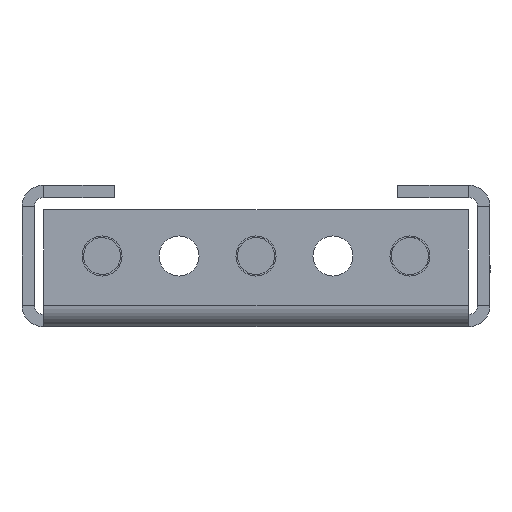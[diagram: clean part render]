
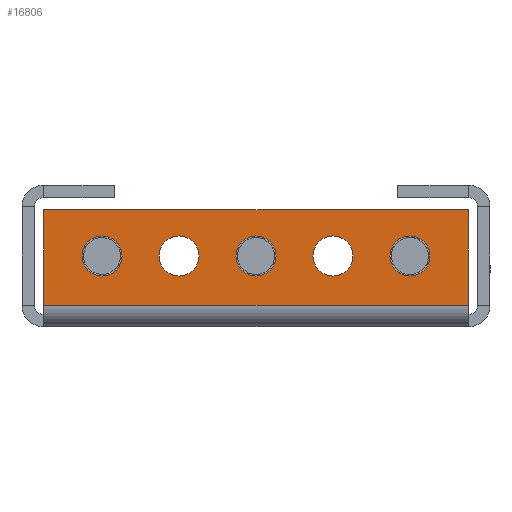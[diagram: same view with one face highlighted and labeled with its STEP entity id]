
A CAD part, left-side view. The second image highlights one B-rep face of the part: STEP entity #16806.
In plain terms, the highlighted planar face has unit normal (-1, 0, 0).
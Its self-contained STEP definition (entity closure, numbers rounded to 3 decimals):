
#264 = CARTESIAN_POINT ( 'NONE',  ( -161.5, 22., 6.25 ) ) ;
#298 = CARTESIAN_POINT ( 'NONE',  ( -161.5, 59.5, 12.75 ) ) ;
#365 = CARTESIAN_POINT ( 'NONE',  ( -161.5, 34.5, 6.25 ) ) ;
#616 = CARTESIAN_POINT ( 'NONE',  ( -161.5, 34.5, 9.5 ) ) ;
#621 = EDGE_CURVE ( 'NONE', #4611, #5420, #4964, .T. ) ;
#761 = FACE_BOUND ( 'NONE', #11741, .T. ) ;
#1114 = VERTEX_POINT ( 'NONE', #12890 ) ;
#1236 = EDGE_CURVE ( 'NONE', #1114, #14589, #11257, .T. ) ;
#1281 = ORIENTED_EDGE ( 'NONE', *, *, #15105, .F. ) ;
#1637 = AXIS2_PLACEMENT_3D ( 'NONE', #616, #3354, #6944 ) ;
#1876 = EDGE_CURVE ( 'NONE', #13136, #11175, #12092, .T. ) ;
#1890 = CARTESIAN_POINT ( 'NONE',  ( -161.5, 47., 9.5 ) ) ;
#2049 = PLANE ( 'NONE',  #8943 ) ;
#2130 = DIRECTION ( 'NONE',  ( 0., 0., -1. ) ) ;
#2277 = LINE ( 'NONE', #10131, #10126 ) ;
#2299 = FACE_BOUND ( 'NONE', #4038, .T. ) ;
#2341 = CARTESIAN_POINT ( 'NONE',  ( -161.5, 0., 1.5 ) ) ;
#2711 = DIRECTION ( 'NONE',  ( 0., 0., 1. ) ) ;
#2858 = VERTEX_POINT ( 'NONE', #264 ) ;
#3165 = CARTESIAN_POINT ( 'NONE',  ( -161.5, 59.5, 6.25 ) ) ;
#3354 = DIRECTION ( 'NONE',  ( -1., 0., 0. ) ) ;
#3356 = AXIS2_PLACEMENT_3D ( 'NONE', #9022, #4058, #14566 ) ;
#3385 = DIRECTION ( 'NONE',  ( -1., 0., 0. ) ) ;
#3523 = ORIENTED_EDGE ( 'NONE', *, *, #3769, .F. ) ;
#3665 = FACE_BOUND ( 'NONE', #12755, .T. ) ;
#3769 = EDGE_CURVE ( 'NONE', #9399, #5741, #13275, .T. ) ;
#3997 = DIRECTION ( 'NONE',  ( -1., 0., 0. ) ) ;
#4038 = EDGE_LOOP ( 'NONE', ( #6310, #11413 ) ) ;
#4058 = DIRECTION ( 'NONE',  ( -1., 0., 0. ) ) ;
#4079 = EDGE_LOOP ( 'NONE', ( #15191, #1281 ) ) ;
#4313 = ORIENTED_EDGE ( 'NONE', *, *, #6485, .F. ) ;
#4337 = CARTESIAN_POINT ( 'NONE',  ( -161.5, 69., 17. ) ) ;
#4341 = AXIS2_PLACEMENT_3D ( 'NONE', #5343, #10794, #9119 ) ;
#4471 = AXIS2_PLACEMENT_3D ( 'NONE', #7231, #3385, #15248 ) ;
#4611 = VERTEX_POINT ( 'NONE', #4337 ) ;
#4896 = EDGE_CURVE ( 'NONE', #15111, #10848, #13257, .T. ) ;
#4964 = LINE ( 'NONE', #6419, #15620 ) ;
#5051 = CARTESIAN_POINT ( 'NONE',  ( -161.5, 69., 0. ) ) ;
#5106 = ORIENTED_EDGE ( 'NONE', *, *, #9261, .T. ) ;
#5343 = CARTESIAN_POINT ( 'NONE',  ( -161.5, 9.5, 9.5 ) ) ;
#5420 = VERTEX_POINT ( 'NONE', #9188 ) ;
#5458 = CARTESIAN_POINT ( 'NONE',  ( -161.5, 22., 12.75 ) ) ;
#5548 = CARTESIAN_POINT ( 'NONE',  ( -161.5, 59.5, 9.5 ) ) ;
#5630 = AXIS2_PLACEMENT_3D ( 'NONE', #6302, #3997, #15523 ) ;
#5708 = DIRECTION ( 'NONE',  ( -1., 0., 0. ) ) ;
#5741 = VERTEX_POINT ( 'NONE', #7468 ) ;
#5934 = EDGE_LOOP ( 'NONE', ( #7519, #11599, #15649, #5106 ) ) ;
#5990 = CIRCLE ( 'NONE', #1637, 3.25 ) ;
#6302 = CARTESIAN_POINT ( 'NONE',  ( -161.5, 59.5, 9.5 ) ) ;
#6310 = ORIENTED_EDGE ( 'NONE', *, *, #8866, .F. ) ;
#6419 = CARTESIAN_POINT ( 'NONE',  ( -161.5, 69., 17. ) ) ;
#6485 = EDGE_CURVE ( 'NONE', #6985, #2858, #15628, .T. ) ;
#6514 = AXIS2_PLACEMENT_3D ( 'NONE', #1890, #12126, #16152 ) ;
#6542 = CARTESIAN_POINT ( 'NONE',  ( -161.5, 47., 6.25 ) ) ;
#6717 = VERTEX_POINT ( 'NONE', #13698 ) ;
#6772 = CARTESIAN_POINT ( 'NONE',  ( -161.5, 69., 1.5 ) ) ;
#6800 = CARTESIAN_POINT ( 'NONE',  ( -161.5, 22., 9.5 ) ) ;
#6944 = DIRECTION ( 'NONE',  ( 0., 0., 1. ) ) ;
#6985 = VERTEX_POINT ( 'NONE', #5458 ) ;
#7005 = CARTESIAN_POINT ( 'NONE',  ( -161.5, 47., 12.75 ) ) ;
#7156 = EDGE_LOOP ( 'NONE', ( #12663, #4313 ) ) ;
#7231 = CARTESIAN_POINT ( 'NONE',  ( -161.5, 47., 9.5 ) ) ;
#7468 = CARTESIAN_POINT ( 'NONE',  ( -161.5, 34.5, 12.75 ) ) ;
#7510 = CARTESIAN_POINT ( 'NONE',  ( -161.5, 69., 0. ) ) ;
#7519 = ORIENTED_EDGE ( 'NONE', *, *, #10552, .T. ) ;
#7577 = DIRECTION ( 'NONE',  ( 0., 0., 1. ) ) ;
#7939 = CIRCLE ( 'NONE', #4341, 3.25 ) ;
#7946 = CIRCLE ( 'NONE', #12571, 3.25 ) ;
#8338 = DIRECTION ( 'NONE',  ( -1., 0., 0. ) ) ;
#8535 = FACE_BOUND ( 'NONE', #7156, .T. ) ;
#8866 = EDGE_CURVE ( 'NONE', #14589, #1114, #7939, .T. ) ;
#8943 = AXIS2_PLACEMENT_3D ( 'NONE', #7510, #12455, #2130 ) ;
#8953 = VECTOR ( 'NONE', #10091, 1000. ) ;
#9022 = CARTESIAN_POINT ( 'NONE',  ( -161.5, 22., 9.5 ) ) ;
#9119 = DIRECTION ( 'NONE',  ( 0., 0., -1. ) ) ;
#9188 = CARTESIAN_POINT ( 'NONE',  ( -161.5, 0., 17. ) ) ;
#9261 = EDGE_CURVE ( 'NONE', #6717, #12275, #14549, .T. ) ;
#9399 = VERTEX_POINT ( 'NONE', #365 ) ;
#9406 = EDGE_CURVE ( 'NONE', #5741, #9399, #5990, .T. ) ;
#9468 = AXIS2_PLACEMENT_3D ( 'NONE', #13120, #14412, #2711 ) ;
#10091 = DIRECTION ( 'NONE',  ( 0., 0., 1. ) ) ;
#10126 = VECTOR ( 'NONE', #7577, 1000. ) ;
#10131 = CARTESIAN_POINT ( 'NONE',  ( -161.5, 0., 0. ) ) ;
#10364 = CARTESIAN_POINT ( 'NONE',  ( -161.5, 9.5, 6.25 ) ) ;
#10552 = EDGE_CURVE ( 'NONE', #12275, #5420, #2277, .T. ) ;
#10750 = DIRECTION ( 'NONE',  ( 0., 0., 1. ) ) ;
#10794 = DIRECTION ( 'NONE',  ( -1., 0., 0. ) ) ;
#10848 = VERTEX_POINT ( 'NONE', #298 ) ;
#10877 = DIRECTION ( 'NONE',  ( 0., 0., -1. ) ) ;
#10893 = VECTOR ( 'NONE', #13175, 1000. ) ;
#11175 = VERTEX_POINT ( 'NONE', #7005 ) ;
#11257 = CIRCLE ( 'NONE', #13163, 3.25 ) ;
#11413 = ORIENTED_EDGE ( 'NONE', *, *, #1236, .F. ) ;
#11594 = DIRECTION ( 'NONE',  ( 0., 0., -1. ) ) ;
#11599 = ORIENTED_EDGE ( 'NONE', *, *, #621, .F. ) ;
#11680 = CARTESIAN_POINT ( 'NONE',  ( -161.5, 9.5, 9.5 ) ) ;
#11741 = EDGE_LOOP ( 'NONE', ( #16565, #15503 ) ) ;
#12076 = ORIENTED_EDGE ( 'NONE', *, *, #9406, .F. ) ;
#12092 = CIRCLE ( 'NONE', #4471, 3.25 ) ;
#12126 = DIRECTION ( 'NONE',  ( -1., 0., 0. ) ) ;
#12198 = AXIS2_PLACEMENT_3D ( 'NONE', #5548, #5708, #10750 ) ;
#12275 = VERTEX_POINT ( 'NONE', #2341 ) ;
#12455 = DIRECTION ( 'NONE',  ( 1., 0., 0. ) ) ;
#12571 = AXIS2_PLACEMENT_3D ( 'NONE', #6800, #8338, #10877 ) ;
#12663 = ORIENTED_EDGE ( 'NONE', *, *, #13267, .F. ) ;
#12755 = EDGE_LOOP ( 'NONE', ( #3523, #12076 ) ) ;
#12890 = CARTESIAN_POINT ( 'NONE',  ( -161.5, 9.5, 12.75 ) ) ;
#13120 = CARTESIAN_POINT ( 'NONE',  ( -161.5, 34.5, 9.5 ) ) ;
#13136 = VERTEX_POINT ( 'NONE', #6542 ) ;
#13163 = AXIS2_PLACEMENT_3D ( 'NONE', #11680, #15791, #11594 ) ;
#13175 = DIRECTION ( 'NONE',  ( 0., -1., 0. ) ) ;
#13257 = CIRCLE ( 'NONE', #5630, 3.25 ) ;
#13267 = EDGE_CURVE ( 'NONE', #2858, #6985, #7946, .T. ) ;
#13275 = CIRCLE ( 'NONE', #9468, 3.25 ) ;
#13698 = CARTESIAN_POINT ( 'NONE',  ( -161.5, 69., 1.5 ) ) ;
#13875 = CIRCLE ( 'NONE', #6514, 3.25 ) ;
#13996 = FACE_BOUND ( 'NONE', #4079, .T. ) ;
#14058 = EDGE_CURVE ( 'NONE', #6717, #4611, #15222, .T. ) ;
#14412 = DIRECTION ( 'NONE',  ( -1., 0., 0. ) ) ;
#14549 = LINE ( 'NONE', #6772, #10893 ) ;
#14566 = DIRECTION ( 'NONE',  ( 0., 0., -1. ) ) ;
#14589 = VERTEX_POINT ( 'NONE', #10364 ) ;
#15105 = EDGE_CURVE ( 'NONE', #11175, #13136, #13875, .T. ) ;
#15111 = VERTEX_POINT ( 'NONE', #3165 ) ;
#15112 = FACE_OUTER_BOUND ( 'NONE', #5934, .T. ) ;
#15191 = ORIENTED_EDGE ( 'NONE', *, *, #1876, .F. ) ;
#15210 = CIRCLE ( 'NONE', #12198, 3.25 ) ;
#15222 = LINE ( 'NONE', #5051, #8953 ) ;
#15248 = DIRECTION ( 'NONE',  ( 0., 0., 1. ) ) ;
#15503 = ORIENTED_EDGE ( 'NONE', *, *, #16689, .F. ) ;
#15523 = DIRECTION ( 'NONE',  ( 0., 0., 1. ) ) ;
#15620 = VECTOR ( 'NONE', #16844, 1000. ) ;
#15628 = CIRCLE ( 'NONE', #3356, 3.25 ) ;
#15649 = ORIENTED_EDGE ( 'NONE', *, *, #14058, .F. ) ;
#15791 = DIRECTION ( 'NONE',  ( -1., 0., 0. ) ) ;
#16152 = DIRECTION ( 'NONE',  ( 0., 0., 1. ) ) ;
#16565 = ORIENTED_EDGE ( 'NONE', *, *, #4896, .F. ) ;
#16689 = EDGE_CURVE ( 'NONE', #10848, #15111, #15210, .T. ) ;
#16806 = ADVANCED_FACE ( 'NONE', ( #15112, #761, #13996, #2299, #3665, #8535 ), #2049, .F. ) ;
#16844 = DIRECTION ( 'NONE',  ( 0., -1., 0. ) ) ;
